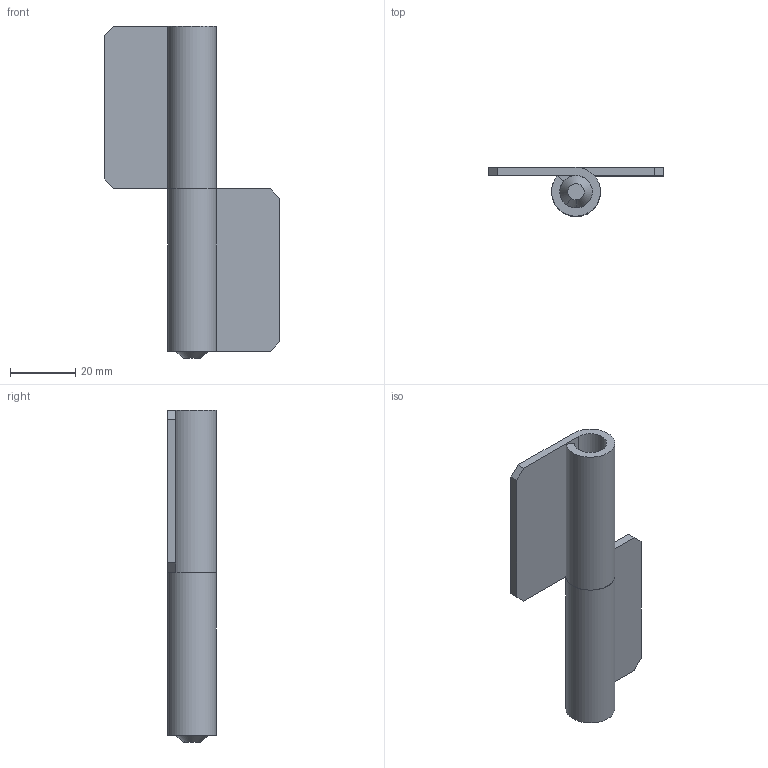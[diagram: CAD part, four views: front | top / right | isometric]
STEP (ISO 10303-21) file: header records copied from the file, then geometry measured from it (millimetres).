
FILE_DESCRIPTION((''),'2;1');
FILE_NAME('','2005-04-20T08:48:33',(''),(''),'','CADfix','');
FILE_SCHEMA(('AUTOMOTIVE_DESIGN'));
Length unit declared in the file: millimetre
Products named in the file (4): shaft; hinge piece_B; hinge piece_A; TH_119_1_32735_36
Assembly tree (3 placements, depth 2):
  TH_119_1_32735_36
    shaft
    hinge piece_B
    hinge piece_A
Bounding box: 54 x 14.99 x 102 mm (x, y, z)
Volume: 22203.7 mm3; surface area: 16164.5 mm2
Topology: 3 solids, 3 shells, 28 faces, 72 edges, 50 vertices
Faces by surface type: bspline 28
Entity records: 1027 total; most frequent: CARTESIAN_POINT 506, ORIENTED_EDGE 144, EDGE_CURVE 72, VERTEX_POINT 50, QUASI_UNIFORM_CURVE 46, EDGE_LOOP 28, FACE_OUTER_BOUND 28, ADVANCED_FACE 28
